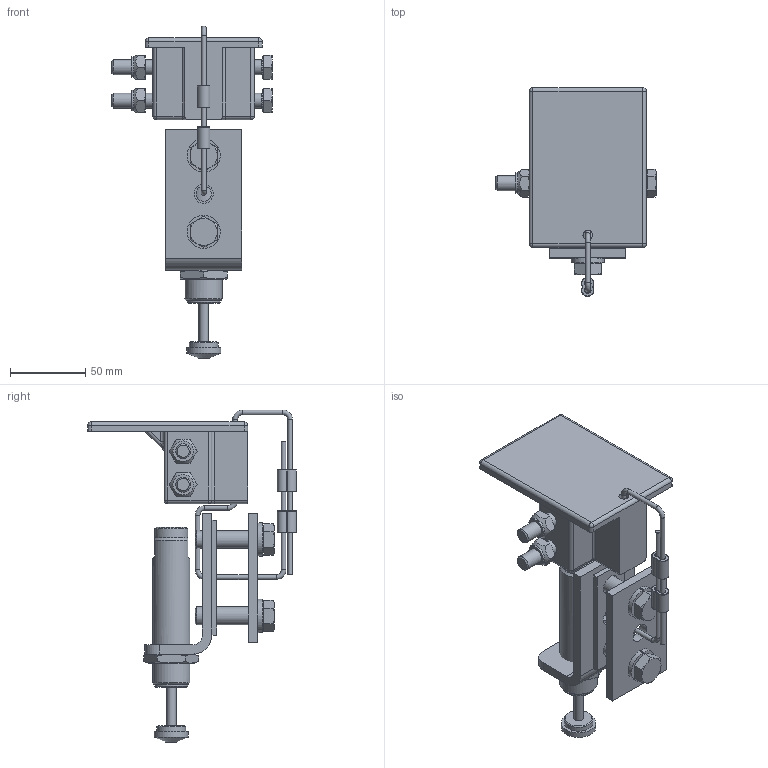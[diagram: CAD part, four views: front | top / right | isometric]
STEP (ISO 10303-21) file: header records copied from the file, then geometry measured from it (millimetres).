
FILE_DESCRIPTION((''),'2;1');
FILE_NAME('25133 ETA-4 END STOP SHOCK ABSORBER.stp','2011-03-08T08:11:52',('jholman'),(''),'Autodesk Inventor 2009','Autodesk Inventor 2009','');
FILE_SCHEMA(('AUTOMOTIVE_DESIGN { 1 0 10303 214 1 1 1 1 }'));
Length unit declared in the file: inch
Products named in the file (16): 3D11VBG4D; 3D1136G4B; 25199; 3D11B7F4C; Hex Cap Screw - Metric M10 x 100; Prevailing Torque Type Hex Nut - Steel Metric Property Class 5 and 10 - Metric M10 x 1.5 Metal Type; 3D11Q5G4B; 3D11L5G4B; 3D11M5G4A; 3D11N5G4B; 3D11O5G4A; 3D11P5G4B; Regular Helical Spring Lock Washer (Inch) 1/2; Hex Cap Screw - Metric M12 x 45; 3D1126G4A; 3D11KKB4A
Assembly tree (20 placements, depth 5):
  3D11VBG4D
    3D1136G4B
      25199
        3D11B7F4C
        Hex Cap Screw - Metric M10 x 100  x2
        Prevailing Torque Type Hex Nut - Steel Metric Property Class 5 and 10 - Metric M10 x 1.5 Metal Type  x2
      3D11Q5G4B
        3D11L5G4B
        3D11M5G4A
        3D11N5G4B
          3D11O5G4A
          3D11P5G4B
        Regular Helical Spring Lock Washer (Inch) 1/2  x2
        Hex Cap Screw - Metric M12 x 45  x2
      3D1126G4A
      3D11KKB4A  x2
Bounding box: 106.63 x 138.72 x 220.71 mm (x, y, z)
Volume: 337382.8 mm3; surface area: 96847.7 mm2
Topology: 16 solids, 16 shells, 329 faces, 724 edges, 435 vertices
Faces by surface type: plane 128, cylinder 76, cone 57, torus 41, bspline 19, sphere 8
Full cylindrical faces by diameter (mm): 3.175 x7, 6.378 x1, 10 x2, 12 x2, 12.7 x3, 13.494 x3, 13.6 x2, 14.6 x2, 16.6 x2, 19.05 x1, 21.971 x1, 22.225 x1, 22.86 x1, 23.343 x1, 24.93 x1
Entity records: 7026 total; most frequent: CARTESIAN_POINT 1572, DIRECTION 1140, ORIENTED_EDGE 914, AXIS2_PLACEMENT_3D 481, EDGE_CURVE 457, EDGE_LOOP 332, VERTEX_POINT 309, FACE_OUTER_BOUND 238
